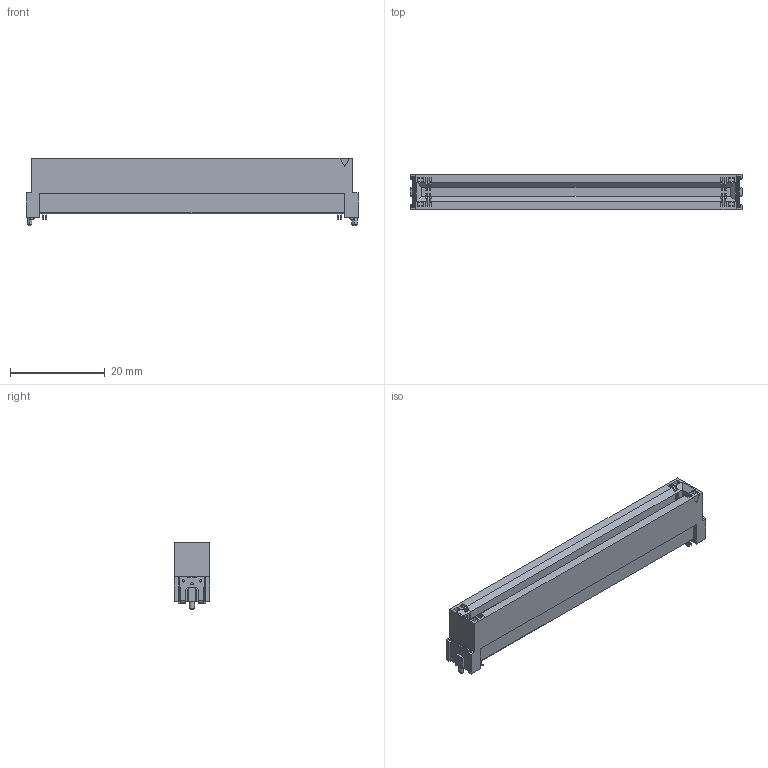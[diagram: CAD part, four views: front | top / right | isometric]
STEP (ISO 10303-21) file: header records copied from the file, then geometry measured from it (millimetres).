
FILE_DESCRIPTION((''),'2;1');
FILE_NAME('SAMTEC_MTCA-085-02-S-DV-SMT-K-TR.stp','2012-08-14T17:20:06',(''),(''),'Mechanical Desktop 2011','Mechanical Desktop 2011',', , ');
FILE_SCHEMA(('AUTOMOTIVE_DESIGN { 1 2 10303 214 1 1 1 1 }'));
Length unit declared in the file: millimetre
Products named in the file (1): Product
Bounding box: 70 x 7.5 x 14.24 mm (x, y, z)
Volume: 4472.9 mm3; surface area: 4566 mm2
Topology: 11 solids, 11 shells, 996 faces, 2727 edges, 1732 vertices
Faces by surface type: plane 562, bspline 236, cylinder 150, cone 34, sphere 12, torus 2
Entity records: 33651 total; most frequent: CARTESIAN_POINT 9138, ORIENTED_EDGE 5422, DIRECTION 4575, EDGE_CURVE 2711, VECTOR 2133, LINE 2133, VERTEX_POINT 1732, AXIS2_PLACEMENT_3D 1221
